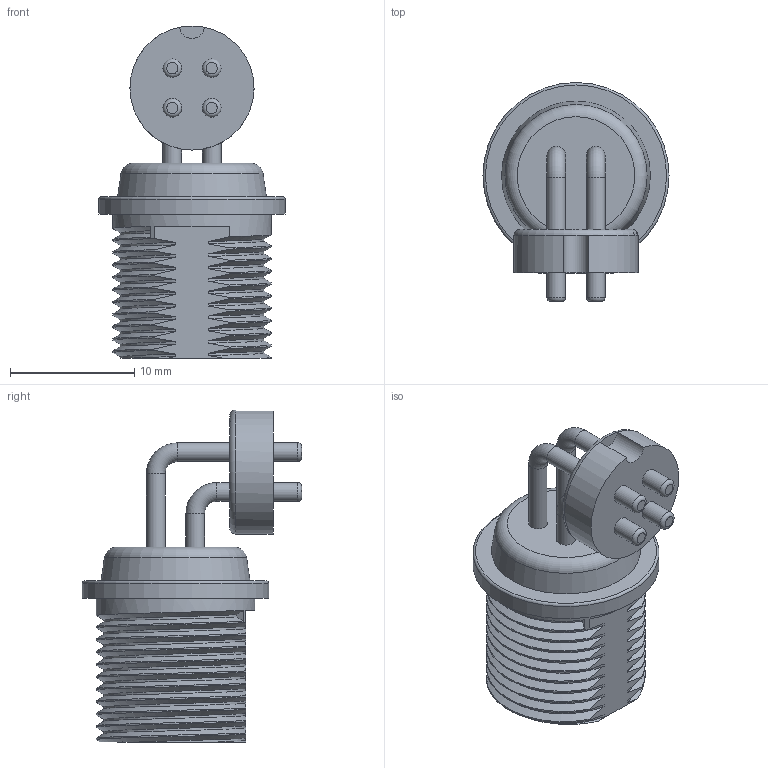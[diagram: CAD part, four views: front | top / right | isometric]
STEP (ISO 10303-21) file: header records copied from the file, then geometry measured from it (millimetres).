
FILE_DESCRIPTION(/* description */ (''),/* implementation_level */ '2;1');
FILE_NAME(/* name */ 'BJ1',/* time_stamp */ '2007-12-15T15:31:31+08:00',/* author */ (''),/* organization */ (''),/* preprocessor_version */ 'ST-DEVELOPER v11',/* originating_system */ 'UGS - NX 5.0',/* authorisation */ '');
FILE_SCHEMA (('CONFIG_CONTROL_DESIGN'));
Length unit declared in the file: millimetre
Products named in the file (1): joy5BF72y64
Bounding box: 15 x 17.66 x 26.75 mm (x, y, z)
Volume: 1621.2 mm3; surface area: 2196.3 mm2
Topology: 2 solids, 2 shells, 95 faces, 247 edges, 159 vertices
Faces by surface type: cylinder 42, bspline 22, plane 15, torus 11, sphere 4, cone 1
Full cylindrical faces by diameter (mm): 1.5 x16, 12.8 x1, 15 x1
Entity records: 7241 total; most frequent: CARTESIAN_POINT 5272, ORIENTED_EDGE 384, DIRECTION 310, EDGE_CURVE 192, EDGE_LOOP 144, VERTEX_POINT 142, AXIS2_PLACEMENT_3D 131, ADVANCED_FACE 95
